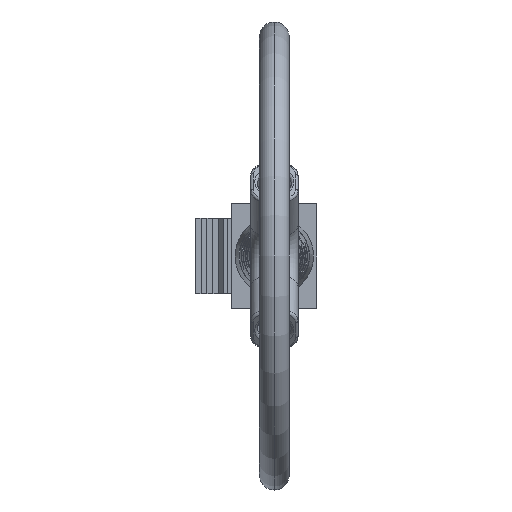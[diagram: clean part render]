
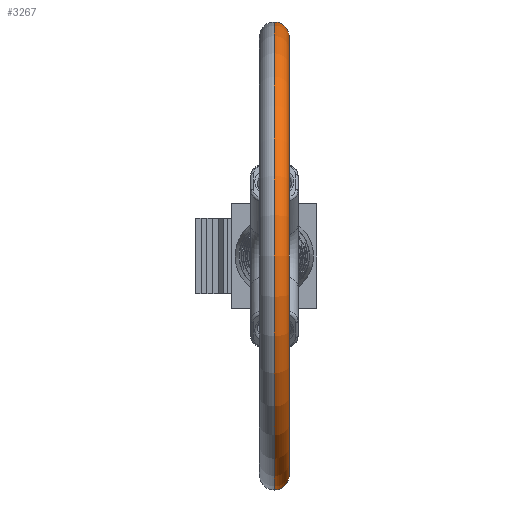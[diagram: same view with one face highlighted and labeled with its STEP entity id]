
A CAD part, left-side view. The second image highlights one B-rep face of the part: STEP entity #3267.
In plain terms, the highlighted toroidal (fillet/blend) face has major radius 20.565 mm and minor radius 1.397 mm.
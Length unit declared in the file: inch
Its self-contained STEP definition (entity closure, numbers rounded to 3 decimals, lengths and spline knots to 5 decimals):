
#3267 = ADVANCED_FACE ( 'NONE', ( #8691 ), #8687, .T. ) ;
#3268 = EDGE_LOOP ( 'NONE', ( #3269, #3747, #3748, #3749 ) ) ;
#3269 = ORIENTED_EDGE ( 'NONE', *, *, #3964, .F. ) ;
#3287 = EDGE_CURVE ( 'NONE', #3965, #3966, #8796, .T. ) ;
#3294 = EDGE_CURVE ( 'NONE', #3962, #3961, #8731, .T. ) ;
#3747 = ORIENTED_EDGE ( 'NONE', *, *, #3294, .T. ) ;
#3748 = ORIENTED_EDGE ( 'NONE', *, *, #3995, .T. ) ;
#3749 = ORIENTED_EDGE ( 'NONE', *, *, #3287, .F. ) ;
#3961 = VERTEX_POINT ( 'NONE', #9943 ) ;
#3962 = VERTEX_POINT ( 'NONE', #9942 ) ;
#3964 = EDGE_CURVE ( 'NONE', #3962, #3965, #9641, .T. ) ;
#3965 = VERTEX_POINT ( 'NONE', #10072 ) ;
#3966 = VERTEX_POINT ( 'NONE', #10024 ) ;
#3995 = EDGE_CURVE ( 'NONE', #3961, #3966, #10108, .T. ) ;
#8687 = TOROIDAL_SURFACE ( 'NONE', #8753, 0.80964, 0.055 ) ;
#8691 = FACE_OUTER_BOUND ( 'NONE', #3268, .T. ) ;
#8731 = CIRCLE ( 'NONE', #8772, 0.055 ) ;
#8753 = AXIS2_PLACEMENT_3D ( 'NONE', #8754, #8759, #8758 ) ;
#8754 = CARTESIAN_POINT ( 'NONE',  ( 1.20741, -1.23301, 0. ) ) ;
#8758 = DIRECTION ( 'NONE',  ( -1., 0., 0. ) ) ;
#8759 = DIRECTION ( 'NONE',  ( 0., 0., -1. ) ) ;
#8769 = DIRECTION ( 'NONE',  ( 0., 0., -1. ) ) ;
#8770 = DIRECTION ( 'NONE',  ( 0.766, -0.643, 0. ) ) ;
#8771 = CARTESIAN_POINT ( 'NONE',  ( 1.72783, -0.6128, 0. ) ) ;
#8772 = AXIS2_PLACEMENT_3D ( 'NONE', #8771, #8770, #8769 ) ;
#8792 = DIRECTION ( 'NONE',  ( 0., 0., -1. ) ) ;
#8793 = DIRECTION ( 'NONE',  ( -0.766, 0.643, 0. ) ) ;
#8794 = CARTESIAN_POINT ( 'NONE',  ( 0.68699, -1.85323, 0. ) ) ;
#8795 = AXIS2_PLACEMENT_3D ( 'NONE', #8794, #8793, #8792 ) ;
#8796 = CIRCLE ( 'NONE', #8795, 0.055 ) ;
#9641 = CIRCLE ( 'NONE', #9767, 0.86464 ) ;
#9762 = CARTESIAN_POINT ( 'NONE',  ( 1.20741, -1.23301, 0. ) ) ;
#9767 = AXIS2_PLACEMENT_3D ( 'NONE', #9762, #10085, #10107 ) ;
#9942 = CARTESIAN_POINT ( 'NONE',  ( 1.76319, -0.57066, 0. ) ) ;
#9943 = CARTESIAN_POINT ( 'NONE',  ( 1.69248, -0.65493, 0. ) ) ;
#10019 = DIRECTION ( 'NONE',  ( -1., 0., 0. ) ) ;
#10020 = DIRECTION ( 'NONE',  ( 0., 0., -1. ) ) ;
#10021 = CARTESIAN_POINT ( 'NONE',  ( 1.20741, -1.23301, 0. ) ) ;
#10022 = AXIS2_PLACEMENT_3D ( 'NONE', #10021, #10020, #10019 ) ;
#10024 = CARTESIAN_POINT ( 'NONE',  ( 0.72234, -1.8111, 0. ) ) ;
#10072 = CARTESIAN_POINT ( 'NONE',  ( 0.65163, -1.89536, 0. ) ) ;
#10085 = DIRECTION ( 'NONE',  ( 0., 0., -1. ) ) ;
#10107 = DIRECTION ( 'NONE',  ( -1., 0., 0. ) ) ;
#10108 = CIRCLE ( 'NONE', #10022, 0.75464 ) ;
